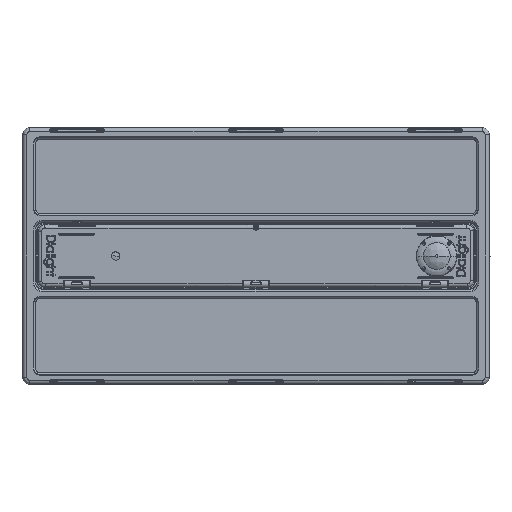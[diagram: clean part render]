
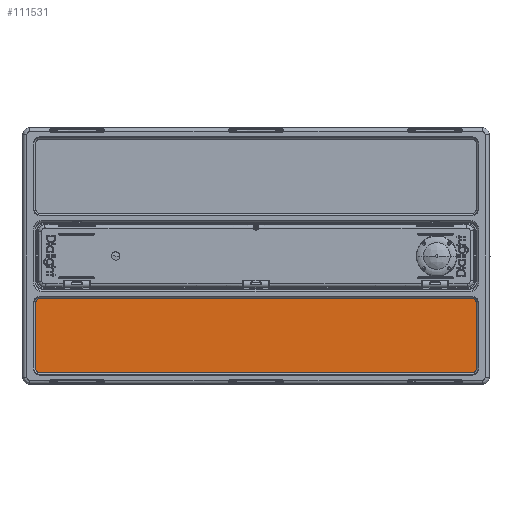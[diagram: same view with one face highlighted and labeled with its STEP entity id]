
A CAD part, front view. The second image highlights one B-rep face of the part: STEP entity #111531.
In plain terms, the highlighted planar face has unit normal (0, -1, 0).
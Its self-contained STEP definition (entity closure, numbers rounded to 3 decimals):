
#103723=CARTESIAN_POINT('',(17.37,0.225,-9.386));
#103724=CARTESIAN_POINT('',(17.394,0.225,-9.386));
#103725=CARTESIAN_POINT('',(17.438,0.225,-9.379));
#103726=CARTESIAN_POINT('',(17.495,0.225,-9.35));
#103727=CARTESIAN_POINT('',(17.536,0.225,-9.312));
#103728=CARTESIAN_POINT('',(17.563,0.225,-9.271));
#103729=CARTESIAN_POINT('',(17.581,0.225,-9.226));
#103730=CARTESIAN_POINT('',(17.586,0.225,-9.189));
#103731=CARTESIAN_POINT('',(17.586,0.225,-9.17));
#103733=DIRECTION('',(1.,0.,0.));
#103734=VECTOR('',#103733,34.739);
#103735=CARTESIAN_POINT('',(-17.37,0.225,-9.386));
#103736=LINE('',#103735,#103734);
#103737=CARTESIAN_POINT('',(-17.586,0.225,-9.17));
#103738=CARTESIAN_POINT('',(-17.586,0.225,-9.194));
#103739=CARTESIAN_POINT('',(-17.579,0.225,-9.238));
#103740=CARTESIAN_POINT('',(-17.55,0.225,-9.295));
#103741=CARTESIAN_POINT('',(-17.512,0.225,-9.336));
#103742=CARTESIAN_POINT('',(-17.471,0.225,-9.363));
#103743=CARTESIAN_POINT('',(-17.426,0.225,-9.381));
#103744=CARTESIAN_POINT('',(-17.389,0.225,-9.386));
#103745=CARTESIAN_POINT('',(-17.37,0.225,-9.386));
#103747=DIRECTION('',(0.,0.,-1.));
#103748=VECTOR('',#103747,5.864);
#103749=CARTESIAN_POINT('',(-17.586,0.225,-3.305));
#103750=LINE('',#103749,#103748);
#103751=CARTESIAN_POINT('',(-17.37,0.225,-3.089));
#103752=CARTESIAN_POINT('',(-17.394,0.225,-3.089));
#103753=CARTESIAN_POINT('',(-17.438,0.225,-3.096));
#103754=CARTESIAN_POINT('',(-17.495,0.225,-3.125));
#103755=CARTESIAN_POINT('',(-17.536,0.225,-3.163));
#103756=CARTESIAN_POINT('',(-17.563,0.225,-3.204));
#103757=CARTESIAN_POINT('',(-17.581,0.225,-3.249));
#103758=CARTESIAN_POINT('',(-17.586,0.225,-3.286));
#103759=CARTESIAN_POINT('',(-17.586,0.225,-3.305));
#103761=DIRECTION('',(-1.,0.,0.));
#103762=VECTOR('',#103761,34.739);
#103763=CARTESIAN_POINT('',(17.37,0.225,-3.089));
#103764=LINE('',#103763,#103762);
#103765=CARTESIAN_POINT('',(17.586,0.225,-3.305));
#103766=CARTESIAN_POINT('',(17.586,0.225,-3.281));
#103767=CARTESIAN_POINT('',(17.579,0.225,-3.237));
#103768=CARTESIAN_POINT('',(17.55,0.225,-3.18));
#103769=CARTESIAN_POINT('',(17.512,0.225,-3.139));
#103770=CARTESIAN_POINT('',(17.471,0.225,-3.112));
#103771=CARTESIAN_POINT('',(17.426,0.225,-3.094));
#103772=CARTESIAN_POINT('',(17.389,0.225,-3.089));
#103773=CARTESIAN_POINT('',(17.37,0.225,-3.089));
#103775=DIRECTION('',(0.,0.,1.));
#103776=VECTOR('',#103775,5.864);
#103777=CARTESIAN_POINT('',(17.586,0.225,-9.17));
#103778=LINE('',#103777,#103776);
#111228=VERTEX_POINT('',#103723);
#111229=VERTEX_POINT('',#103731);
#111232=CARTESIAN_POINT('',(17.586,0.225,-3.305));
#111233=VERTEX_POINT('',#111232);
#111236=VERTEX_POINT('',#103773);
#111238=CARTESIAN_POINT('',(-17.37,0.225,-3.089));
#111239=VERTEX_POINT('',#111238);
#111242=VERTEX_POINT('',#103759);
#111244=CARTESIAN_POINT('',(-17.586,0.225,-9.17));
#111245=VERTEX_POINT('',#111244);
#111248=VERTEX_POINT('',#103745);
#111509=CARTESIAN_POINT('',(0.,0.225,-6.238));
#111510=DIRECTION('',(0.,-1.,0.));
#111511=DIRECTION('',(0.,0.,-1.));
#111512=AXIS2_PLACEMENT_3D('',#111509,#111510,#111511);
#111513=PLANE('',#111512);
#111515=ORIENTED_EDGE('',*,*,#111514,.F.);
#111517=ORIENTED_EDGE('',*,*,#111516,.F.);
#111519=ORIENTED_EDGE('',*,*,#111518,.F.);
#111521=ORIENTED_EDGE('',*,*,#111520,.F.);
#111523=ORIENTED_EDGE('',*,*,#111522,.F.);
#111524=ORIENTED_EDGE('',*,*,#111499,.F.);
#111526=ORIENTED_EDGE('',*,*,#111525,.F.);
#111528=ORIENTED_EDGE('',*,*,#111527,.F.);
#111529=EDGE_LOOP('',(#111515,#111517,#111519,#111521,#111523,#111524,#111526,
#111528));
#111530=FACE_OUTER_BOUND('',#111529,.F.);
#111531=ADVANCED_FACE('',(#111530),#111513,.T.);
#103732=B_SPLINE_CURVE_WITH_KNOTS('',3,(#103723,#103724,#103725,#103726,#103727,
#103728,#103729,#103730,#103731),.UNSPECIFIED.,.F.,.F.,(4,1,1,1,1,1,4),(0.,
0.167,0.333,0.5,0.667,0.833,
1.),.UNSPECIFIED.);
#103746=B_SPLINE_CURVE_WITH_KNOTS('',3,(#103737,#103738,#103739,#103740,#103741,
#103742,#103743,#103744,#103745),.UNSPECIFIED.,.F.,.F.,(4,1,1,1,1,1,4),(0.,
0.167,0.333,0.5,0.667,0.833,
1.),.UNSPECIFIED.);
#103760=B_SPLINE_CURVE_WITH_KNOTS('',3,(#103751,#103752,#103753,#103754,#103755,
#103756,#103757,#103758,#103759),.UNSPECIFIED.,.F.,.F.,(4,1,1,1,1,1,4),(0.,
0.167,0.333,0.5,0.667,0.833,
1.),.UNSPECIFIED.);
#103774=B_SPLINE_CURVE_WITH_KNOTS('',3,(#103765,#103766,#103767,#103768,#103769,
#103770,#103771,#103772,#103773),.UNSPECIFIED.,.F.,.F.,(4,1,1,1,1,1,4),(0.,
0.167,0.333,0.5,0.667,0.833,
1.),.UNSPECIFIED.);
#111499=EDGE_CURVE('',#111236,#111239,#103764,.T.);
#111514=EDGE_CURVE('',#111228,#111229,#103732,.T.);
#111516=EDGE_CURVE('',#111248,#111228,#103736,.T.);
#111518=EDGE_CURVE('',#111245,#111248,#103746,.T.);
#111520=EDGE_CURVE('',#111242,#111245,#103750,.T.);
#111522=EDGE_CURVE('',#111239,#111242,#103760,.T.);
#111525=EDGE_CURVE('',#111233,#111236,#103774,.T.);
#111527=EDGE_CURVE('',#111229,#111233,#103778,.T.);
